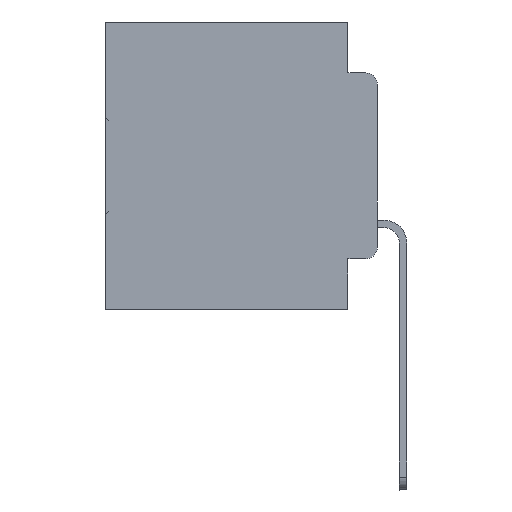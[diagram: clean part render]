
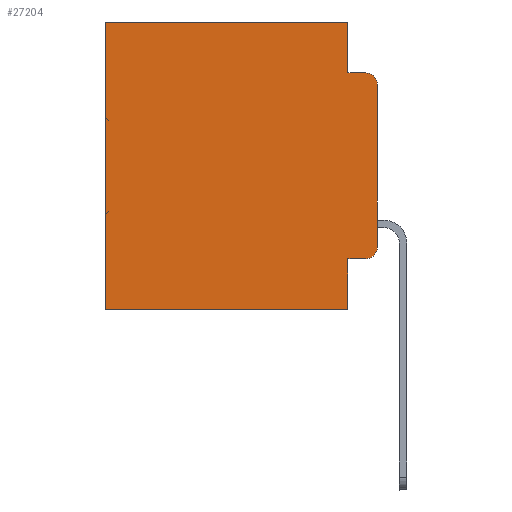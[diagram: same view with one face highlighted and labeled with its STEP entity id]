
A CAD part, left-side view. The second image highlights one B-rep face of the part: STEP entity #27204.
In plain terms, the highlighted planar face has unit normal (-1, 0, 0).
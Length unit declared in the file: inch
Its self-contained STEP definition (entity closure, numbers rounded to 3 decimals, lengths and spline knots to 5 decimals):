
#437 = AXIS2_PLACEMENT_3D ( 'NONE', #25755, #4198, #9520 ) ;
#578 = DIRECTION ( 'NONE',  ( 0., -1., 0. ) ) ;
#710 = EDGE_CURVE ( 'NONE', #1826, #1169, #4525, .T. ) ;
#1169 = VERTEX_POINT ( 'NONE', #12559 ) ;
#1826 = VERTEX_POINT ( 'NONE', #28760 ) ;
#3048 = ORIENTED_EDGE ( 'NONE', *, *, #22277, .F. ) ;
#3224 = CARTESIAN_POINT ( 'NONE',  ( 0.298, 0.051, -0.4115 ) ) ;
#3490 = ORIENTED_EDGE ( 'NONE', *, *, #16880, .F. ) ;
#4198 = DIRECTION ( 'NONE',  ( -1., 0., 0. ) ) ;
#4202 = EDGE_CURVE ( 'NONE', #18434, #15079, #4260, .T. ) ;
#4260 = LINE ( 'NONE', #3224, #10585 ) ;
#4525 = CIRCLE ( 'NONE', #19842, 0.02 ) ;
#5216 = LINE ( 'NONE', #24975, #6460 ) ;
#5985 = CIRCLE ( 'NONE', #437, 0.02 ) ;
#6460 = VECTOR ( 'NONE', #30306, 39.37008 ) ;
#6620 = LINE ( 'NONE', #15755, #12985 ) ;
#6876 = VERTEX_POINT ( 'NONE', #10172 ) ;
#6991 = VECTOR ( 'NONE', #20309, 39.37008 ) ;
#7545 = AXIS2_PLACEMENT_3D ( 'NONE', #32776, #24629, #16595 ) ;
#9031 = DIRECTION ( 'NONE',  ( 0., 0., -1. ) ) ;
#9264 = CARTESIAN_POINT ( 'NONE',  ( 0.298, 0., 0. ) ) ;
#9501 = ORIENTED_EDGE ( 'NONE', *, *, #18379, .T. ) ;
#9520 = DIRECTION ( 'NONE',  ( 0., 0., -1. ) ) ;
#9834 = ORIENTED_EDGE ( 'NONE', *, *, #31961, .F. ) ;
#9915 = CARTESIAN_POINT ( 'NONE',  ( 0.298, 0.473, 0. ) ) ;
#10172 = CARTESIAN_POINT ( 'NONE',  ( 0.298, 0., -0.3915 ) ) ;
#10256 = VERTEX_POINT ( 'NONE', #15862 ) ;
#10585 = VECTOR ( 'NONE', #578, 39.37008 ) ;
#11333 = CARTESIAN_POINT ( 'NONE',  ( 0.298, 0.02, -0.4115 ) ) ;
#11600 = ORIENTED_EDGE ( 'NONE', *, *, #710, .T. ) ;
#12121 = ORIENTED_EDGE ( 'NONE', *, *, #4202, .T. ) ;
#12366 = LINE ( 'NONE', #9915, #25007 ) ;
#12559 = CARTESIAN_POINT ( 'NONE',  ( 0.298, 0.02, -0.0885 ) ) ;
#12985 = VECTOR ( 'NONE', #9031, 39.37008 ) ;
#13231 = EDGE_CURVE ( 'NONE', #10256, #29440, #12366, .T. ) ;
#13362 = LINE ( 'NONE', #9264, #18072 ) ;
#13416 = DIRECTION ( 'NONE',  ( -1., 0., 0. ) ) ;
#14728 = VECTOR ( 'NONE', #17114, 39.37008 ) ;
#15079 = VERTEX_POINT ( 'NONE', #11333 ) ;
#15755 = CARTESIAN_POINT ( 'NONE',  ( 0.298, 0.051, 0. ) ) ;
#15862 = CARTESIAN_POINT ( 'NONE',  ( 0.298, 0.473, 0. ) ) ;
#16525 = EDGE_CURVE ( 'NONE', #1826, #6876, #13362, .T. ) ;
#16595 = DIRECTION ( 'NONE',  ( 0., 0., -1. ) ) ;
#16880 = EDGE_CURVE ( 'NONE', #18434, #28593, #32361, .T. ) ;
#16882 = ORIENTED_EDGE ( 'NONE', *, *, #17842, .T. ) ;
#17114 = DIRECTION ( 'NONE',  ( 0., 1., 0. ) ) ;
#17803 = DIRECTION ( 'NONE',  ( 0., -1., 0. ) ) ;
#17842 = EDGE_CURVE ( 'NONE', #18864, #10256, #5216, .T. ) ;
#18072 = VECTOR ( 'NONE', #33653, 39.37008 ) ;
#18379 = EDGE_CURVE ( 'NONE', #15079, #6876, #5985, .T. ) ;
#18434 = VERTEX_POINT ( 'NONE', #25214 ) ;
#18864 = VERTEX_POINT ( 'NONE', #33969 ) ;
#19842 = AXIS2_PLACEMENT_3D ( 'NONE', #29633, #13416, #29410 ) ;
#20309 = DIRECTION ( 'NONE',  ( 0., 0., -1. ) ) ;
#20369 = CARTESIAN_POINT ( 'NONE',  ( 0.298, 0.051, -0.0885 ) ) ;
#20865 = VERTEX_POINT ( 'NONE', #33988 ) ;
#20964 = DIRECTION ( 'NONE',  ( 0., 0., -1. ) ) ;
#22121 = FACE_OUTER_BOUND ( 'NONE', #33703, .T. ) ;
#22123 = EDGE_CURVE ( 'NONE', #20865, #1169, #27784, .T. ) ;
#22277 = EDGE_CURVE ( 'NONE', #18864, #20865, #6620, .T. ) ;
#23233 = CARTESIAN_POINT ( 'NONE',  ( 0.298, 0.051, -0.5 ) ) ;
#24215 = ORIENTED_EDGE ( 'NONE', *, *, #22123, .F. ) ;
#24258 = CARTESIAN_POINT ( 'NONE',  ( 0.298, 0.473, -0.5 ) ) ;
#24629 = DIRECTION ( 'NONE',  ( 1., 0., 0. ) ) ;
#24975 = CARTESIAN_POINT ( 'NONE',  ( 0.298, 0., 0. ) ) ;
#25007 = VECTOR ( 'NONE', #20964, 39.37008 ) ;
#25214 = CARTESIAN_POINT ( 'NONE',  ( 0.298, 0.051, -0.4115 ) ) ;
#25755 = CARTESIAN_POINT ( 'NONE',  ( 0.298, 0.02, -0.3915 ) ) ;
#26136 = CARTESIAN_POINT ( 'NONE',  ( 0.298, 0.051, 0. ) ) ;
#26242 = LINE ( 'NONE', #27757, #14728 ) ;
#26924 = ORIENTED_EDGE ( 'NONE', *, *, #13231, .T. ) ;
#27204 = ADVANCED_FACE ( 'NONE', ( #22121 ), #32877, .F. ) ;
#27757 = CARTESIAN_POINT ( 'NONE',  ( 0.298, 0., -0.5 ) ) ;
#27784 = LINE ( 'NONE', #20369, #28692 ) ;
#28593 = VERTEX_POINT ( 'NONE', #23233 ) ;
#28692 = VECTOR ( 'NONE', #17803, 39.37008 ) ;
#28760 = CARTESIAN_POINT ( 'NONE',  ( 0.298, 0., -0.1085 ) ) ;
#29410 = DIRECTION ( 'NONE',  ( 0., 0., -1. ) ) ;
#29440 = VERTEX_POINT ( 'NONE', #24258 ) ;
#29633 = CARTESIAN_POINT ( 'NONE',  ( 0.298, 0.02, -0.1085 ) ) ;
#30306 = DIRECTION ( 'NONE',  ( 0., 1., 0. ) ) ;
#31161 = ORIENTED_EDGE ( 'NONE', *, *, #16525, .F. ) ;
#31961 = EDGE_CURVE ( 'NONE', #28593, #29440, #26242, .T. ) ;
#32361 = LINE ( 'NONE', #26136, #6991 ) ;
#32776 = CARTESIAN_POINT ( 'NONE',  ( 0.298, 0., 0. ) ) ;
#32877 = PLANE ( 'NONE',  #7545 ) ;
#33653 = DIRECTION ( 'NONE',  ( 0., 0., -1. ) ) ;
#33703 = EDGE_LOOP ( 'NONE', ( #31161, #11600, #24215, #3048, #16882, #26924, #9834, #3490, #12121, #9501 ) ) ;
#33969 = CARTESIAN_POINT ( 'NONE',  ( 0.298, 0.051, 0. ) ) ;
#33988 = CARTESIAN_POINT ( 'NONE',  ( 0.298, 0.051, -0.0885 ) ) ;
